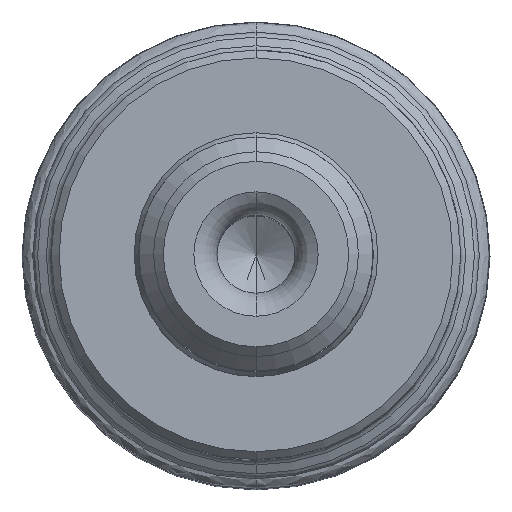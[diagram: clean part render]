
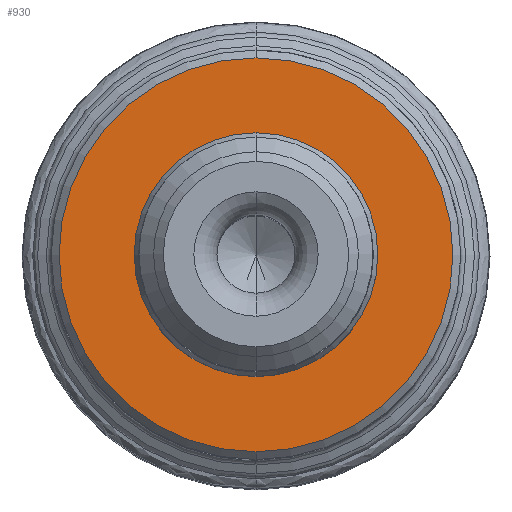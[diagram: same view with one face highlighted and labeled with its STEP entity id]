
A CAD part, top view. The second image highlights one B-rep face of the part: STEP entity #930.
In plain terms, the highlighted face is planar.
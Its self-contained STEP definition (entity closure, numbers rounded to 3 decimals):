
#18=CARTESIAN_POINT('',(0.,0.,0.));
#19=DIRECTION('',(0.,0.,-1.));
#20=DIRECTION('',(0.,1.,0.));
#21=AXIS2_PLACEMENT_3D('',#18,#19,#20);
#27=CARTESIAN_POINT('',(0.,0.,0.));
#28=DIRECTION('',(0.,0.,-1.));
#29=DIRECTION('',(0.,-1.,0.));
#30=AXIS2_PLACEMENT_3D('',#27,#28,#29);
#49=CARTESIAN_POINT('',(0.,0.,0.));
#50=DIRECTION('',(0.,0.,1.));
#51=DIRECTION('',(0.,1.,0.));
#52=AXIS2_PLACEMENT_3D('',#49,#50,#51);
#57=CARTESIAN_POINT('',(0.,0.,0.));
#58=DIRECTION('',(0.,0.,-1.));
#59=DIRECTION('',(0.,1.,0.));
#60=AXIS2_PLACEMENT_3D('',#57,#58,#59);
#829=CARTESIAN_POINT('',(0.,10.1,0.));
#831=VERTEX_POINT('',#829);
#859=CARTESIAN_POINT('',(0.,-10.1,0.));
#861=VERTEX_POINT('',#859);
#863=CARTESIAN_POINT('',(0.,6.185,0.));
#864=CARTESIAN_POINT('',(0.,-6.185,0.));
#865=VERTEX_POINT('',#863);
#866=VERTEX_POINT('',#864);
#913=CARTESIAN_POINT('',(0.,0.,0.));
#914=DIRECTION('',(0.,0.,-1.));
#915=DIRECTION('',(0.,-1.,0.));
#916=AXIS2_PLACEMENT_3D('',#913,#914,#915);
#917=PLANE('',#916);
#919=ORIENTED_EDGE('',*,*,#918,.T.);
#921=ORIENTED_EDGE('',*,*,#920,.F.);
#922=EDGE_LOOP('',(#919,#921));
#923=FACE_OUTER_BOUND('',#922,.F.);
#925=ORIENTED_EDGE('',*,*,#924,.T.);
#927=ORIENTED_EDGE('',*,*,#926,.T.);
#928=EDGE_LOOP('',(#925,#927));
#929=FACE_BOUND('',#928,.F.);
#930=ADVANCED_FACE('',(#923,#929),#917,.T.);
#22=CIRCLE('',#21,6.185);
#31=CIRCLE('',#30,6.185);
#53=CIRCLE('',#52,10.1);
#61=CIRCLE('',#60,10.1);
#918=EDGE_CURVE('',#831,#861,#53,.T.);
#920=EDGE_CURVE('',#831,#861,#61,.T.);
#924=EDGE_CURVE('',#865,#866,#22,.T.);
#926=EDGE_CURVE('',#866,#865,#31,.T.);
